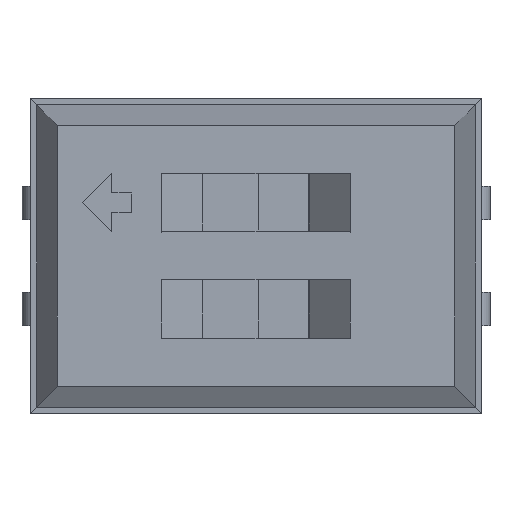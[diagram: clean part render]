
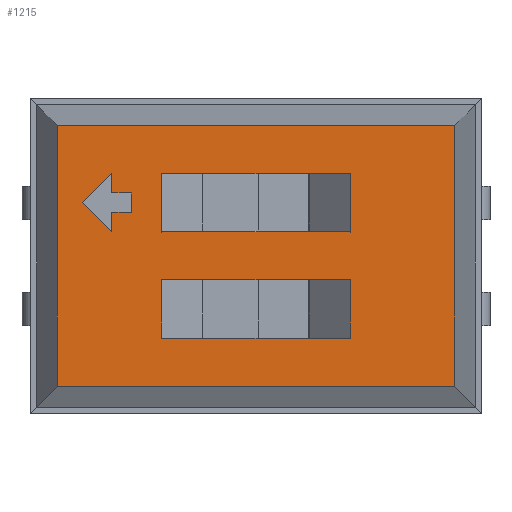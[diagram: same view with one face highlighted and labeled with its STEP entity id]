
A CAD part, top view. The second image highlights one B-rep face of the part: STEP entity #1215.
In plain terms, the highlighted planar face has unit normal (0, 0, 1).
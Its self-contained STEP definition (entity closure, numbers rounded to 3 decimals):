
#27=VECTOR('',#28,1.);
#28=DIRECTION('',(1.,0.,0.));
#51=VECTOR('',#52,1.);
#52=DIRECTION('',(0.,1.,0.));
#60=VECTOR('',#61,1.);
#61=DIRECTION('',(0.,-1.,0.));
#108=VECTOR('',#109,1.);
#109=DIRECTION('',(-1.,0.,0.));
#156=DIRECTION('',(0.,0.,-1.));
#1165=VERTEX_POINT('',#1166);
#1166=CARTESIAN_POINT('',(2.375,-1.56,2.65));
#1168=ORIENTED_EDGE('',*,*,#1169,.F.);
#1169=EDGE_CURVE('',#1170,#1165,#1172,.T.);
#1170=VERTEX_POINT('',#1171);
#1171=CARTESIAN_POINT('',(-2.375,-1.56,2.65));
#1172=LINE('',#1171,#27);
#1207=VERTEX_POINT('',#1208);
#1208=CARTESIAN_POINT('',(2.375,1.56,2.65));
#1210=ORIENTED_EDGE('',*,*,#1211,.F.);
#1211=EDGE_CURVE('',#1165,#1207,#1212,.T.);
#1212=LINE('',#1166,#51);
#1215=ADVANCED_FACE('',(#1216,#1226,#1267,#1289),#1311,.F.);
#1216=FACE_BOUND('',#1217,.F.);
#1217=EDGE_LOOP('',(#1210,#1168,#1218,#1223));
#1218=ORIENTED_EDGE('',*,*,#1219,.F.);
#1219=EDGE_CURVE('',#1220,#1170,#1222,.T.);
#1220=VERTEX_POINT('',#1221);
#1221=CARTESIAN_POINT('',(-2.375,1.56,2.65));
#1222=LINE('',#1221,#60);
#1223=ORIENTED_EDGE('',*,*,#1224,.F.);
#1224=EDGE_CURVE('',#1207,#1220,#1225,.T.);
#1225=LINE('',#1208,#108);
#1226=FACE_BOUND('',#1227,.F.);
#1227=EDGE_LOOP('',(#1228,#1235,#1240,#1247,#1254,#1259,#1264));
#1228=ORIENTED_EDGE('',*,*,#1229,.T.);
#1229=EDGE_CURVE('',#1230,#1232,#1234,.T.);
#1230=VERTEX_POINT('',#1231);
#1231=CARTESIAN_POINT('',(-1.492,0.752,2.65));
#1232=VERTEX_POINT('',#1233);
#1233=CARTESIAN_POINT('',(-1.725,0.752,2.65));
#1234=LINE('',#1231,#108);
#1235=ORIENTED_EDGE('',*,*,#1236,.T.);
#1236=EDGE_CURVE('',#1232,#1237,#1239,.T.);
#1237=VERTEX_POINT('',#1238);
#1238=CARTESIAN_POINT('',(-1.725,0.985,2.65));
#1239=LINE('',#1233,#51);
#1240=ORIENTED_EDGE('',*,*,#1241,.T.);
#1241=EDGE_CURVE('',#1237,#1242,#1244,.T.);
#1242=VERTEX_POINT('',#1243);
#1243=CARTESIAN_POINT('',(-2.075,0.635,2.65));
#1244=LINE('',#1238,#1245);
#1245=VECTOR('',#1246,1.);
#1246=DIRECTION('',(-0.707,-0.707,0.));
#1247=ORIENTED_EDGE('',*,*,#1248,.T.);
#1248=EDGE_CURVE('',#1242,#1249,#1251,.T.);
#1249=VERTEX_POINT('',#1250);
#1250=CARTESIAN_POINT('',(-1.725,0.285,2.65));
#1251=LINE('',#1243,#1252);
#1252=VECTOR('',#1253,1.);
#1253=DIRECTION('',(0.707,-0.707,0.));
#1254=ORIENTED_EDGE('',*,*,#1255,.T.);
#1255=EDGE_CURVE('',#1249,#1256,#1258,.T.);
#1256=VERTEX_POINT('',#1257);
#1257=CARTESIAN_POINT('',(-1.725,0.518,2.65));
#1258=LINE('',#1250,#51);
#1259=ORIENTED_EDGE('',*,*,#1260,.T.);
#1260=EDGE_CURVE('',#1256,#1261,#1263,.T.);
#1261=VERTEX_POINT('',#1262);
#1262=CARTESIAN_POINT('',(-1.492,0.518,2.65));
#1263=LINE('',#1257,#27);
#1264=ORIENTED_EDGE('',*,*,#1265,.T.);
#1265=EDGE_CURVE('',#1261,#1230,#1266,.T.);
#1266=LINE('',#1262,#51);
#1267=FACE_BOUND('',#1268,.F.);
#1268=EDGE_LOOP('',(#1269,#1276,#1281,#1286));
#1269=ORIENTED_EDGE('',*,*,#1270,.T.);
#1270=EDGE_CURVE('',#1271,#1273,#1275,.T.);
#1271=VERTEX_POINT('',#1272);
#1272=CARTESIAN_POINT('',(1.125,-0.985,2.65));
#1273=VERTEX_POINT('',#1274);
#1274=CARTESIAN_POINT('',(1.125,-0.285,2.65));
#1275=LINE('',#1272,#51);
#1276=ORIENTED_EDGE('',*,*,#1277,.T.);
#1277=EDGE_CURVE('',#1273,#1278,#1280,.T.);
#1278=VERTEX_POINT('',#1279);
#1279=CARTESIAN_POINT('',(-1.125,-0.285,2.65));
#1280=LINE('',#1274,#108);
#1281=ORIENTED_EDGE('',*,*,#1282,.T.);
#1282=EDGE_CURVE('',#1278,#1283,#1285,.T.);
#1283=VERTEX_POINT('',#1284);
#1284=CARTESIAN_POINT('',(-1.125,-0.985,2.65));
#1285=LINE('',#1279,#60);
#1286=ORIENTED_EDGE('',*,*,#1287,.T.);
#1287=EDGE_CURVE('',#1283,#1271,#1288,.T.);
#1288=LINE('',#1284,#27);
#1289=FACE_BOUND('',#1290,.F.);
#1290=EDGE_LOOP('',(#1291,#1298,#1303,#1308));
#1291=ORIENTED_EDGE('',*,*,#1292,.T.);
#1292=EDGE_CURVE('',#1293,#1295,#1297,.T.);
#1293=VERTEX_POINT('',#1294);
#1294=CARTESIAN_POINT('',(-1.125,0.985,2.65));
#1295=VERTEX_POINT('',#1296);
#1296=CARTESIAN_POINT('',(-1.125,0.285,2.65));
#1297=LINE('',#1294,#60);
#1298=ORIENTED_EDGE('',*,*,#1299,.T.);
#1299=EDGE_CURVE('',#1295,#1300,#1302,.T.);
#1300=VERTEX_POINT('',#1301);
#1301=CARTESIAN_POINT('',(1.125,0.285,2.65));
#1302=LINE('',#1296,#27);
#1303=ORIENTED_EDGE('',*,*,#1304,.T.);
#1304=EDGE_CURVE('',#1300,#1305,#1307,.T.);
#1305=VERTEX_POINT('',#1306);
#1306=CARTESIAN_POINT('',(1.125,0.985,2.65));
#1307=LINE('',#1301,#51);
#1308=ORIENTED_EDGE('',*,*,#1309,.T.);
#1309=EDGE_CURVE('',#1305,#1293,#1310,.T.);
#1310=LINE('',#1306,#108);
#1311=PLANE('',#1312);
#1312=AXIS2_PLACEMENT_3D('',#1166,#156,#1313);
#1313=DIRECTION('',(-0.836,0.549,0.));
